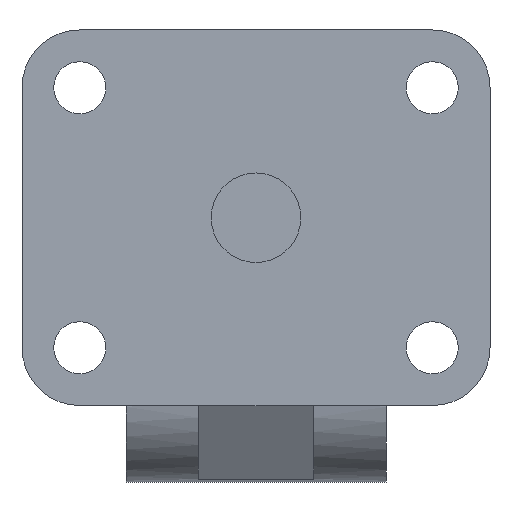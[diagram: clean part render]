
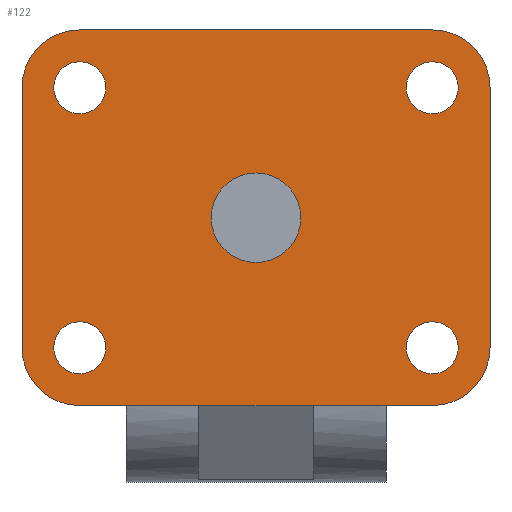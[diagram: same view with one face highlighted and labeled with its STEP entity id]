
A CAD part, front view. The second image highlights one B-rep face of the part: STEP entity #122.
In plain terms, the highlighted planar face has unit normal (0, -1, 0).
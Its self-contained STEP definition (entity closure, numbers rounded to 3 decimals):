
#122=ADVANCED_FACE('',(#224,#225,#226,#227,#228,#229),#230,.F.);
#224=FACE_BOUND('',#331,.T.);
#225=FACE_BOUND('',#332,.T.);
#226=FACE_BOUND('',#333,.T.);
#227=FACE_BOUND('',#334,.T.);
#228=FACE_BOUND('',#335,.T.);
#229=FACE_OUTER_BOUND('',#336,.T.);
#230=PLANE('',#337);
#331=EDGE_LOOP('',(#723,#724));
#332=EDGE_LOOP('',(#725,#726));
#333=EDGE_LOOP('',(#727,#728));
#334=EDGE_LOOP('',(#729,#730));
#335=EDGE_LOOP('',(#731,#732));
#336=EDGE_LOOP('',(#733,#734,#735,#736,#737,#738,#739,#740));
#337=AXIS2_PLACEMENT_3D('',#741,#742,#743);
#723=ORIENTED_EDGE('',*,*,#776,.T.);
#724=ORIENTED_EDGE('',*,*,#775,.T.);
#725=ORIENTED_EDGE('',*,*,#816,.T.);
#726=ORIENTED_EDGE('',*,*,#759,.T.);
#727=ORIENTED_EDGE('',*,*,#841,.T.);
#728=ORIENTED_EDGE('',*,*,#755,.T.);
#729=ORIENTED_EDGE('',*,*,#864,.T.);
#730=ORIENTED_EDGE('',*,*,#751,.T.);
#731=ORIENTED_EDGE('',*,*,#873,.T.);
#732=ORIENTED_EDGE('',*,*,#747,.T.);
#733=ORIENTED_EDGE('',*,*,#865,.F.);
#734=ORIENTED_EDGE('',*,*,#818,.F.);
#735=ORIENTED_EDGE('',*,*,#824,.F.);
#736=ORIENTED_EDGE('',*,*,#829,.F.);
#737=ORIENTED_EDGE('',*,*,#874,.F.);
#738=ORIENTED_EDGE('',*,*,#843,.F.);
#739=ORIENTED_EDGE('',*,*,#848,.F.);
#740=ORIENTED_EDGE('',*,*,#853,.F.);
#741=CARTESIAN_POINT('',(0.,0.,0.));
#742=DIRECTION('',(0.,1.0,0.));
#743=DIRECTION('',(-1.0,0.0,0.));
#747=EDGE_CURVE('',#876,#880,#882,.T.);
#751=EDGE_CURVE('',#884,#888,#890,.T.);
#755=EDGE_CURVE('',#892,#896,#898,.T.);
#759=EDGE_CURVE('',#900,#904,#906,.T.);
#775=EDGE_CURVE('',#932,#936,#938,.T.);
#776=EDGE_CURVE('',#936,#932,#939,.T.);
#816=EDGE_CURVE('',#904,#900,#1003,.T.);
#818=EDGE_CURVE('',#1004,#1006,#1007,.T.);
#824=EDGE_CURVE('',#1015,#1004,#1017,.T.);
#829=EDGE_CURVE('',#1023,#1015,#1025,.T.);
#841=EDGE_CURVE('',#896,#892,#1043,.T.);
#843=EDGE_CURVE('',#1044,#1046,#1047,.T.);
#848=EDGE_CURVE('',#1053,#1044,#1055,.T.);
#853=EDGE_CURVE('',#1062,#1053,#1064,.T.);
#864=EDGE_CURVE('',#888,#884,#1079,.T.);
#865=EDGE_CURVE('',#1006,#1062,#1080,.T.);
#873=EDGE_CURVE('',#880,#876,#1090,.T.);
#874=EDGE_CURVE('',#1046,#1023,#1091,.T.);
#876=VERTEX_POINT('',#1093);
#880=VERTEX_POINT('',#1098);
#882=CIRCLE('',#1101,9.0);
#884=VERTEX_POINT('',#1103);
#888=VERTEX_POINT('',#1108);
#890=CIRCLE('',#1111,9.0);
#892=VERTEX_POINT('',#1113);
#896=VERTEX_POINT('',#1118);
#898=CIRCLE('',#1121,9.0);
#900=VERTEX_POINT('',#1123);
#904=VERTEX_POINT('',#1128);
#906=CIRCLE('',#1131,9.0);
#932=VERTEX_POINT('',#1163);
#936=VERTEX_POINT('',#1168);
#938=CIRCLE('',#1171,15.5);
#939=CIRCLE('',#1172,15.5);
#1003=CIRCLE('',#1262,9.0);
#1004=VERTEX_POINT('',#1263);
#1006=VERTEX_POINT('',#1266);
#1007=LINE('',#1267,#1268);
#1015=VERTEX_POINT('',#1280);
#1017=CIRCLE('',#1283,20.0);
#1023=VERTEX_POINT('',#1292);
#1025=LINE('',#1295,#1296);
#1043=CIRCLE('',#1322,9.0);
#1044=VERTEX_POINT('',#1323);
#1046=VERTEX_POINT('',#1326);
#1047=LINE('',#1327,#1328);
#1053=VERTEX_POINT('',#1337);
#1055=CIRCLE('',#1340,20.0);
#1062=VERTEX_POINT('',#1350);
#1064=LINE('',#1353,#1354);
#1079=CIRCLE('',#1375,9.0);
#1080=CIRCLE('',#1376,20.0);
#1090=CIRCLE('',#1390,9.0);
#1091=CIRCLE('',#1391,20.0);
#1093=CARTESIAN_POINT('',(-70.0,0.,45.0));
#1098=CARTESIAN_POINT('',(-52.0,0.,45.0));
#1101=AXIS2_PLACEMENT_3D('',#1397,#1398,#1399);
#1103=CARTESIAN_POINT('',(70.0,0.,-45.0));
#1108=CARTESIAN_POINT('',(52.0,0.,-45.0));
#1111=AXIS2_PLACEMENT_3D('',#1405,#1406,#1407);
#1113=CARTESIAN_POINT('',(-61.0,0.,-54.0));
#1118=CARTESIAN_POINT('',(-61.0,0.,-36.0));
#1121=AXIS2_PLACEMENT_3D('',#1413,#1414,#1415);
#1123=CARTESIAN_POINT('',(61.0,0.,54.0));
#1128=CARTESIAN_POINT('',(61.0,0.,36.0));
#1131=AXIS2_PLACEMENT_3D('',#1421,#1422,#1423);
#1163=CARTESIAN_POINT('',(-15.5,0.,0.));
#1168=CARTESIAN_POINT('',(15.5,0.,0.0));
#1171=AXIS2_PLACEMENT_3D('',#1453,#1454,#1455);
#1172=AXIS2_PLACEMENT_3D('',#1456,#1457,#1458);
#1262=AXIS2_PLACEMENT_3D('',#1524,#1525,#1526);
#1263=CARTESIAN_POINT('',(81.0,0.,45.0));
#1266=CARTESIAN_POINT('',(81.0,0.,-45.0));
#1267=CARTESIAN_POINT('',(81.0,0.,45.0));
#1268=VECTOR('',#1528,1.0);
#1280=CARTESIAN_POINT('',(61.0,0.,65.0));
#1283=AXIS2_PLACEMENT_3D('',#1534,#1535,#1536);
#1292=CARTESIAN_POINT('',(-61.0,0.,65.0));
#1295=CARTESIAN_POINT('',(-61.0,0.,65.0));
#1296=VECTOR('',#1541,1.0);
#1322=AXIS2_PLACEMENT_3D('',#1559,#1560,#1561);
#1323=CARTESIAN_POINT('',(-81.0,0.,-45.0));
#1326=CARTESIAN_POINT('',(-81.0,0.,45.0));
#1327=CARTESIAN_POINT('',(-81.0,0.,-45.0));
#1328=VECTOR('',#1563,1.0);
#1337=CARTESIAN_POINT('',(-61.0,0.,-65.0));
#1340=AXIS2_PLACEMENT_3D('',#1568,#1569,#1570);
#1350=CARTESIAN_POINT('',(61.0,0.,-65.0));
#1353=CARTESIAN_POINT('',(61.0,0.,-65.0));
#1354=VECTOR('',#1575,1.0);
#1375=AXIS2_PLACEMENT_3D('',#1594,#1595,#1596);
#1376=AXIS2_PLACEMENT_3D('',#1597,#1598,#1599);
#1390=AXIS2_PLACEMENT_3D('',#1613,#1614,#1615);
#1391=AXIS2_PLACEMENT_3D('',#1616,#1617,#1618);
#1397=CARTESIAN_POINT('',(-61.0,0.,45.0));
#1398=DIRECTION('',(0.,1.0,0.));
#1399=DIRECTION('',(-1.0,0.0,0.));
#1405=CARTESIAN_POINT('',(61.0,0.,-45.0));
#1406=DIRECTION('',(0.,1.0,0.));
#1407=DIRECTION('',(1.0,0.,0.));
#1413=CARTESIAN_POINT('',(-61.0,0.,-45.0));
#1414=DIRECTION('',(0.,1.0,0.));
#1415=DIRECTION('',(0.,0.,-1.0));
#1421=CARTESIAN_POINT('',(61.0,0.,45.0));
#1422=DIRECTION('',(0.,1.0,0.));
#1423=DIRECTION('',(0.,0.,1.0));
#1453=CARTESIAN_POINT('',(0.0,0.0,0.0));
#1454=DIRECTION('',(0.,1.0,0.));
#1455=DIRECTION('',(-1.0,0.0,0.));
#1456=CARTESIAN_POINT('',(0.0,0.0,0.0));
#1457=DIRECTION('',(0.,1.0,0.));
#1458=DIRECTION('',(-1.0,0.0,0.));
#1524=CARTESIAN_POINT('',(61.0,0.,45.0));
#1525=DIRECTION('',(0.,1.0,0.));
#1526=DIRECTION('',(0.,0.,1.0));
#1528=DIRECTION('',(0.,0.,-1.0));
#1534=CARTESIAN_POINT('',(61.0,0.,45.0));
#1535=DIRECTION('',(0.,1.0,0.));
#1536=DIRECTION('',(-1.0,0.0,0.));
#1541=DIRECTION('',(1.0,0.0,0.));
#1559=CARTESIAN_POINT('',(-61.0,0.,-45.0));
#1560=DIRECTION('',(0.,1.0,0.));
#1561=DIRECTION('',(0.,0.,-1.0));
#1563=DIRECTION('',(0.,0.,1.0));
#1568=CARTESIAN_POINT('',(-61.0,0.,-45.0));
#1569=DIRECTION('',(0.,1.0,0.));
#1570=DIRECTION('',(-1.0,0.0,0.));
#1575=DIRECTION('',(-1.0,0.0,0.));
#1594=CARTESIAN_POINT('',(61.0,0.,-45.0));
#1595=DIRECTION('',(0.,1.0,0.));
#1596=DIRECTION('',(1.0,0.,0.));
#1597=CARTESIAN_POINT('',(61.0,0.,-45.0));
#1598=DIRECTION('',(0.,1.0,0.));
#1599=DIRECTION('',(-1.0,0.0,0.));
#1613=CARTESIAN_POINT('',(-61.0,0.,45.0));
#1614=DIRECTION('',(0.,1.0,0.));
#1615=DIRECTION('',(-1.0,0.0,0.));
#1616=CARTESIAN_POINT('',(-61.0,0.,45.0));
#1617=DIRECTION('',(0.,1.0,0.));
#1618=DIRECTION('',(-1.0,0.0,0.));
